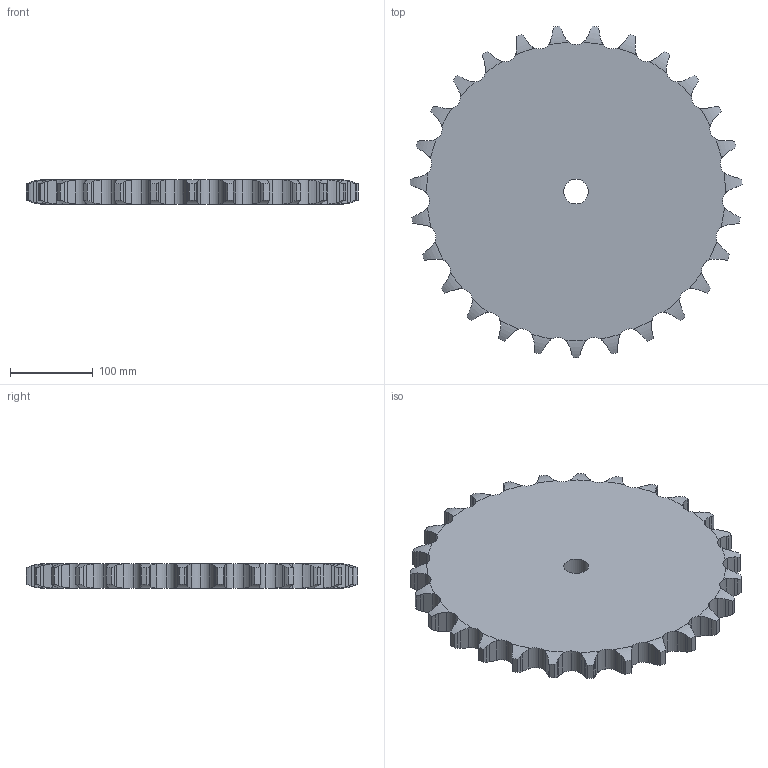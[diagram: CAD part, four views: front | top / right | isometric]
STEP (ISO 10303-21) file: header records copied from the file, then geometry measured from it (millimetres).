
FILE_DESCRIPTION(('FreeCAD Model'),'2;1');
FILE_NAME('Open CASCADE Shape Model','2022-06-26T15:25:46',('FreeCAD'),( 'FreeCAD'),'Open CASCADE STEP processor 7.6','FreeCAD','Unknown');
FILE_SCHEMA(('AUTOMOTIVE_DESIGN { 1 0 10303 214 1 1 1 1 }'));
Length unit declared in the file: millimetre
Products named in the file (1): Open CASCADE STEP translator 7.6 66
Bounding box: 401.06 x 400.41 x 29.4 mm (x, y, z)
Volume: 3171932.6 mm3; surface area: 270734.9 mm2
Topology: 1 solids, 1 shells, 302 faces, 900 edges, 600 vertices
Faces by surface type: cylinder 190, plane 56, torus 56
Full cylindrical faces by diameter (mm): 30 x1
Entity records: 27530 total; most frequent: CARTESIAN_POINT 11877, DIRECTION 2226, ORIENTED_EDGE 1800, PCURVE 1800, DEFINITIONAL_REPRESENTATION 1800, B_SPLINE_CURVE_WITH_KNOTS 1302, LINE 1010, VECTOR 1010
